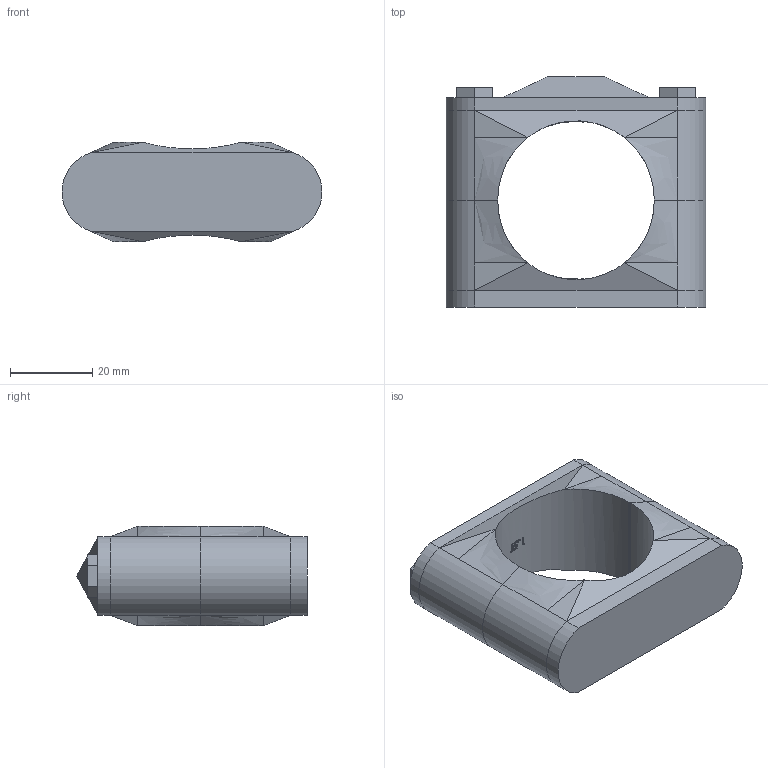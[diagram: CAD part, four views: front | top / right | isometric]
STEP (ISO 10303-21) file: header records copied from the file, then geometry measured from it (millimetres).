
FILE_DESCRIPTION (( 'STEP AP214' ), '1' );
FILE_NAME ('CSDW1.5TXXXSA.STEP', '2019-02-15T15:24:17', ( '' ), ( '' ), 'SwSTEP 2.0', 'SolidWorks 2013', '' );
FILE_SCHEMA (( 'AUTOMOTIVE_DESIGN' ));
Length unit declared in the file: millimetre
Products named in the file (1): CSDW1.5TXXXSA
Bounding box: 63.17 x 55.98 x 24.13 mm (x, y, z)
Surface area: 10708.3 mm2 (no closed solid volume)
Topology: 0 solids, 4 shells, 118 faces, 341 edges, 222 vertices
Faces by surface type: plane 66, bspline 34, cylinder 18
Entity records: 7683 total; most frequent: CARTESIAN_POINT 3630, ORIENTED_EDGE 602, DIRECTION 435, EDGE_CURVE 341, VERTEX_POINT 222, VECTOR 153, LINE 153, AXIS2_PLACEMENT_3D 141
